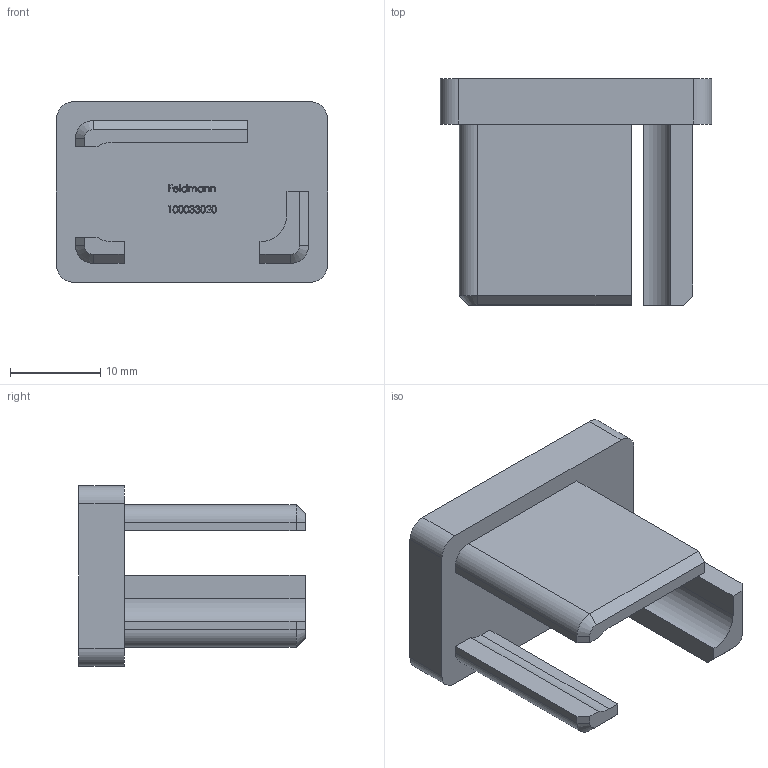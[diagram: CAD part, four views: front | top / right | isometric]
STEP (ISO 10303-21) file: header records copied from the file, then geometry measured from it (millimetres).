
FILE_DESCRIPTION (( 'STEP AP203' ), '1' );
FILE_NAME ('100033020.step', '2018-12-19T09:25:41', ( '' ), ( '' ), 'SwSTEP 2.0', 'SolidWorks 2015', '' );
FILE_SCHEMA (( 'CONFIG_CONTROL_DESIGN' ));
Length unit declared in the file: millimetre
Products named in the file (1): 100033020
Bounding box: 30 x 25 x 20 mm (x, y, z)
Volume: 4707.9 mm3; surface area: 3304.8 mm2
Topology: 1 solids, 1 shells, 267 faces, 705 edges, 468 vertices
Faces by surface type: plane 127, bspline 127, cylinder 10, cone 3
Entity records: 15833 total; most frequent: CARTESIAN_POINT 9992, ORIENTED_EDGE 1410, DIRECTION 756, EDGE_CURVE 705, VERTEX_POINT 468, LINE 428, VECTOR 428, EDGE_LOOP 295
